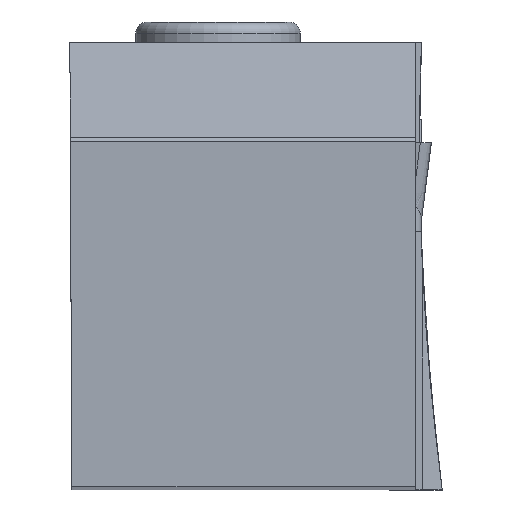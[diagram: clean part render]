
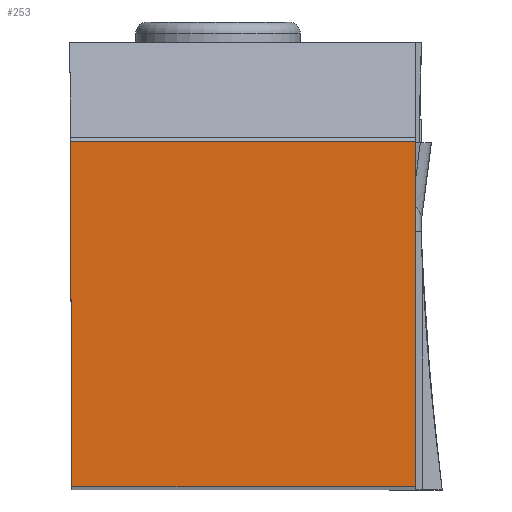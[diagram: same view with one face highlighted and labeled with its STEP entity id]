
A CAD part, top view. The second image highlights one B-rep face of the part: STEP entity #253.
In plain terms, the highlighted planar face has unit normal (0, 0, 1).
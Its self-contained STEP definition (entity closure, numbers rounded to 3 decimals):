
#253=ADVANCED_FACE('BLANK_BOXF006',(#415),#316,.F.);
#316=PLANE('',#2261);
#415=FACE_OUTER_BOUND('',#518,.T.);
#518=EDGE_LOOP('',(#1028,#1029,#1030,#1031));
#1028=ORIENTED_EDGE('',*,*,#1561,.T.);
#1029=ORIENTED_EDGE('',*,*,#1594,.T.);
#1030=ORIENTED_EDGE('',*,*,#1590,.T.);
#1031=ORIENTED_EDGE('',*,*,#1577,.T.);
#1296=VERTEX_POINT('',#4483);
#1297=VERTEX_POINT('',#4485);
#1304=VERTEX_POINT('',#4583);
#1313=VERTEX_POINT('',#4608);
#1561=EDGE_CURVE('',#1297,#1296,#1759,.T.);
#1577=EDGE_CURVE('',#1304,#1297,#1769,.T.);
#1590=EDGE_CURVE('',#1313,#1304,#1781,.T.);
#1594=EDGE_CURVE('',#1296,#1313,#1785,.T.);
#1759=LINE('',#4484,#1966);
#1769=LINE('',#4582,#1976);
#1781=LINE('',#4607,#1988);
#1785=LINE('',#4615,#1992);
#1966=VECTOR('',#2600,1.);
#1976=VECTOR('',#2620,1.);
#1988=VECTOR('',#2640,1.);
#1992=VECTOR('',#2646,1.);
#2261=AXIS2_PLACEMENT_3D('',#4616,#2647,#2648);
#2600=DIRECTION('',(0.,1.,0.));
#2620=DIRECTION('',(1.,0.,0.));
#2640=DIRECTION('',(0.004,-1.,0.));
#2646=DIRECTION('',(-1.,0.,0.));
#2647=DIRECTION('',(0.,0.,-1.));
#2648=DIRECTION('',(0.,-1.,0.));
#4483=CARTESIAN_POINT('',(24.875,24.875,0.));
#4484=CARTESIAN_POINT('',(24.875,-150.15,0.));
#4485=CARTESIAN_POINT('',(24.875,0.,0.));
#4582=CARTESIAN_POINT('',(-150.15,0.,0.));
#4583=CARTESIAN_POINT('',(0.109,0.,0.));
#4607=CARTESIAN_POINT('',(-0.547,150.149,0.));
#4608=CARTESIAN_POINT('',(0.,24.875,0.));
#4615=CARTESIAN_POINT('',(150.15,24.875,0.));
#4616=CARTESIAN_POINT('',(26.801,-5.,0.));
